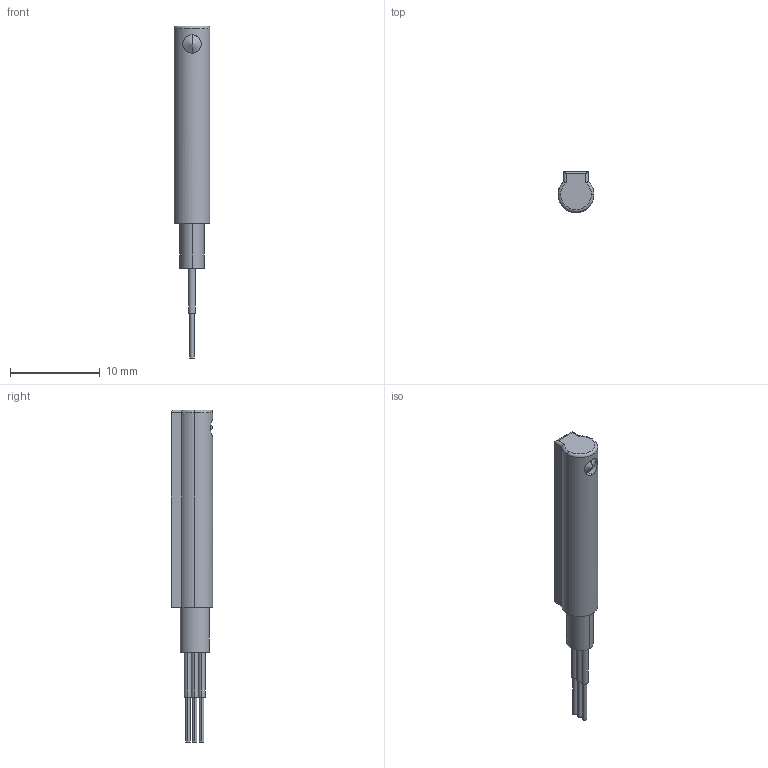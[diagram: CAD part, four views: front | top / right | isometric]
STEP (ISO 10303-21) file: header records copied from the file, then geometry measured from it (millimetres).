
FILE_DESCRIPTION (( 'STEP AP214' ), '1' );
FILE_NAME ('D-M9PL.step.step', '2011-05-20T16:42:18', ( 'sysAdmin' ), ( 'SolidWorks' ), 'SwSTEP 2.0', 'SolidWorks 2011', '' );
FILE_SCHEMA (( 'AUTOMOTIVE_DESIGN' ));
Length unit declared in the file: millimetre
Products named in the file (2): D-M9PL.step; D-M9PL.step_F9_M9_M9P
Assembly tree (1 placements, depth 2):
  D-M9PL.step
    D-M9PL.step_F9_M9_M9P
Bounding box: 4 x 4.61 x 37 mm (x, y, z)
Volume: 363.8 mm3; surface area: 464.7 mm2
Topology: 1 solids, 1 shells, 51 faces, 112 edges, 71 vertices
Faces by surface type: cylinder 22, plane 22, torus 3, cone 2, bspline 2
Entity records: 1578 total; most frequent: CARTESIAN_POINT 312, DIRECTION 251, ORIENTED_EDGE 220, EDGE_CURVE 110, AXIS2_PLACEMENT_3D 98, VERTEX_POINT 71, EDGE_LOOP 61, LINE 55
